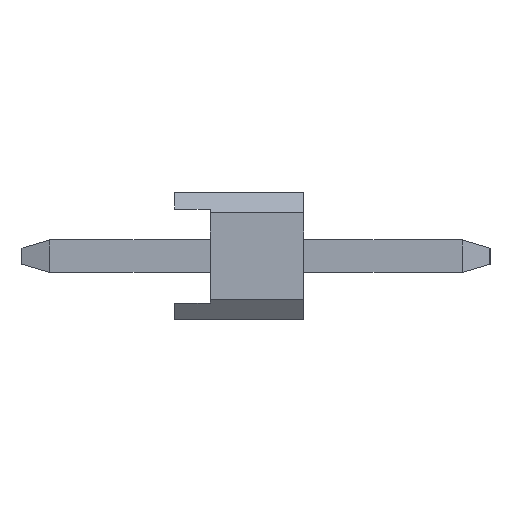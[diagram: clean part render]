
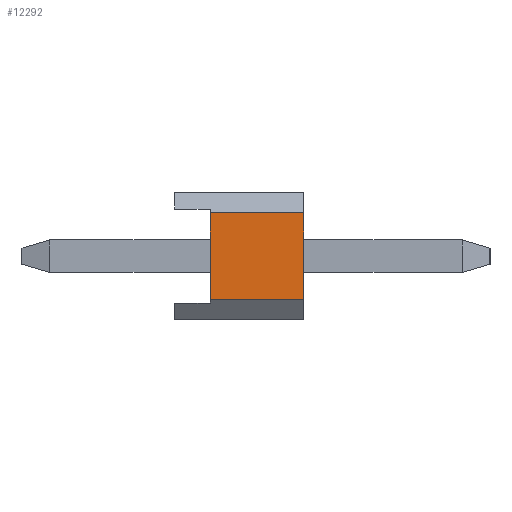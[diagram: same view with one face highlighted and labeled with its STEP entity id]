
A CAD part, left-side view. The second image highlights one B-rep face of the part: STEP entity #12292.
In plain terms, the highlighted planar face has unit normal (-1, 0, 0).
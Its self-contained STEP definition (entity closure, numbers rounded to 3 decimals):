
#5324=EDGE_CURVE('',#7204,#7396,#15216,.T.);
#5478=EDGE_CURVE('',#12704,#7396,#15381,.T.);
#7204=VERTEX_POINT('',#17271);
#7396=VERTEX_POINT('',#17482);
#7606=VERTEX_POINT('',#17718);
#12292=ADVANCED_FACE('',(#22919),#22920,.T.);
#12402=EDGE_CURVE('',#7606,#7204,#23042,.T.);
#12704=VERTEX_POINT('',#23372);
#14096=EDGE_CURVE('',#12704,#7606,#24903,.T.);
#15216=LINE('',#26280,#26281);
#15381=LINE('',#26523,#26524);
#17271=CARTESIAN_POINT('',(-40.54,-2.54,-0.851));
#17482=CARTESIAN_POINT('',(-40.54,-2.54,0.851));
#17718=CARTESIAN_POINT('',(-40.54,-0.7,-0.851));
#22919=FACE_OUTER_BOUND('',#37406,.T.);
#22920=PLANE('',#37407);
#23042=LINE('',#37576,#37577);
#23372=CARTESIAN_POINT('',(-40.54,-0.7,0.851));
#24903=LINE('',#40279,#40280);
#26280=CARTESIAN_POINT('',(-40.54,-2.54,0.851));
#26281=VECTOR('',#41798,1.0);
#26523=CARTESIAN_POINT('',(-40.54,0.,0.851));
#26524=VECTOR('',#41933,1.0);
#37406=EDGE_LOOP('',(#49797,#49798,#49799,#49800));
#37407=AXIS2_PLACEMENT_3D('',#49801,#49802,#49803);
#37576=CARTESIAN_POINT('',(-40.54,0.,-0.851));
#37577=VECTOR('',#49923,1.0);
#40279=CARTESIAN_POINT('',(-40.54,-0.7,-0.426));
#40280=VECTOR('',#51734,1.0);
#41798=DIRECTION('',(0.0,0.,1.0));
#41933=DIRECTION('',(0.0,-1.0,0.));
#49797=ORIENTED_EDGE('',*,*,#14096,.T.);
#49798=ORIENTED_EDGE('',*,*,#12402,.T.);
#49799=ORIENTED_EDGE('',*,*,#5324,.T.);
#49800=ORIENTED_EDGE('',*,*,#5478,.F.);
#49801=CARTESIAN_POINT('',(-40.54,0.,-0.851));
#49802=DIRECTION('',(-1.0,0.0,0.0));
#49803=DIRECTION('',(0.0,0.,-1.0));
#49923=DIRECTION('',(0.0,-1.0,0.));
#51734=DIRECTION('',(0.0,0.,-1.0));
